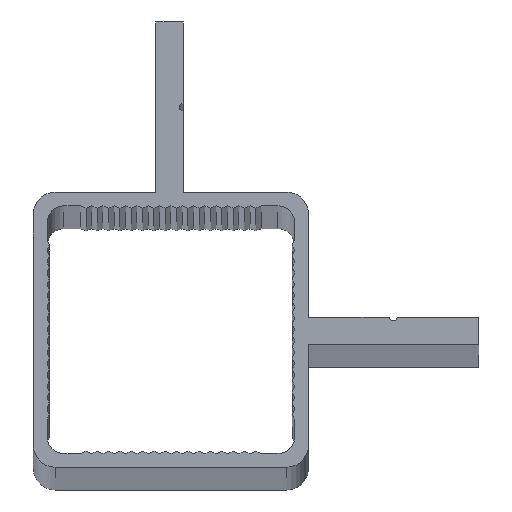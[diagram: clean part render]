
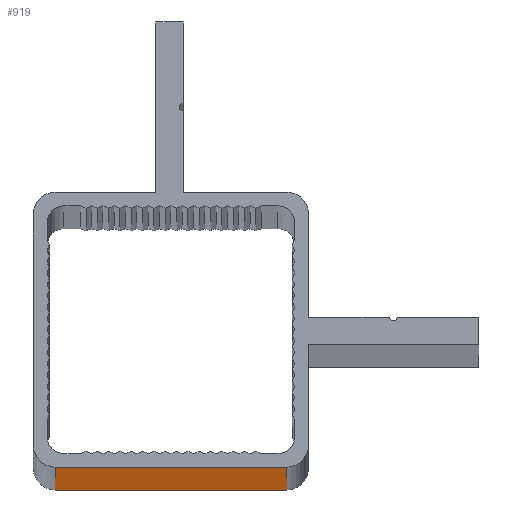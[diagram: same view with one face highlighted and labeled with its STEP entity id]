
A CAD part, top view. The second image highlights one B-rep face of the part: STEP entity #919.
In plain terms, the highlighted planar face has unit normal (0, -1, 0).
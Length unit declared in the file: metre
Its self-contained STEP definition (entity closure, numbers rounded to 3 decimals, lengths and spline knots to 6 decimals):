
#919=ADVANCED_FACE('',(#1731),#1732,.F.);
#1731=FACE_OUTER_BOUND('',#2976,.T.);
#1732=PLANE('',#2977);
#2976=EDGE_LOOP('',(#4753,#4754,#4755,#4756));
#2977=AXIS2_PLACEMENT_3D('',#4757,#4758,#4759);
#4753=ORIENTED_EDGE('',*,*,#5610,.T.);
#4754=ORIENTED_EDGE('',*,*,#5201,.F.);
#4755=ORIENTED_EDGE('',*,*,#5677,.F.);
#4756=ORIENTED_EDGE('',*,*,#5252,.T.);
#4757=CARTESIAN_POINT('',(0.291657,0.119379,0.0));
#4758=DIRECTION('',(0.0,1.0,0.0));
#4759=DIRECTION('',(0.0,0.0,1.0));
#5201=EDGE_CURVE('',#5945,#5940,#5947,.T.);
#5252=EDGE_CURVE('',#6036,#6034,#6037,.T.);
#5610=EDGE_CURVE('',#6034,#5940,#6558,.T.);
#5677=EDGE_CURVE('',#6036,#5945,#6638,.T.);
#5940=VERTEX_POINT('',#6998);
#5945=VERTEX_POINT('',#7004);
#5947=LINE('',#7006,#7007);
#6034=VERTEX_POINT('',#7132);
#6036=VERTEX_POINT('',#7134);
#6037=LINE('',#7135,#7136);
#6558=LINE('',#7915,#7916);
#6638=LINE('',#8045,#8046);
#6998=CARTESIAN_POINT('',(0.291657,0.119379,1.2192));
#7004=CARTESIAN_POINT('',(0.291657,0.119379,0.0));
#7006=CARTESIAN_POINT('',(0.291657,0.119379,0.0));
#7007=VECTOR('',#8219,1.0);
#7132=CARTESIAN_POINT('',(0.313247,0.119379,1.2192));
#7134=CARTESIAN_POINT('',(0.313247,0.119379,0.0));
#7135=CARTESIAN_POINT('',(0.313247,0.119379,0.0));
#7136=VECTOR('',#8261,1.0);
#7915=CARTESIAN_POINT('',(0.291657,0.119379,1.2192));
#7916=VECTOR('',#8541,1.0);
#8045=CARTESIAN_POINT('',(0.291657,0.119379,0.0));
#8046=VECTOR('',#8594,1.0);
#8219=DIRECTION('',(0.0,0.0,1.0));
#8261=DIRECTION('',(0.0,0.0,1.0));
#8541=DIRECTION('',(-1.0,0.0,0.0));
#8594=DIRECTION('',(-1.0,0.0,0.0));
